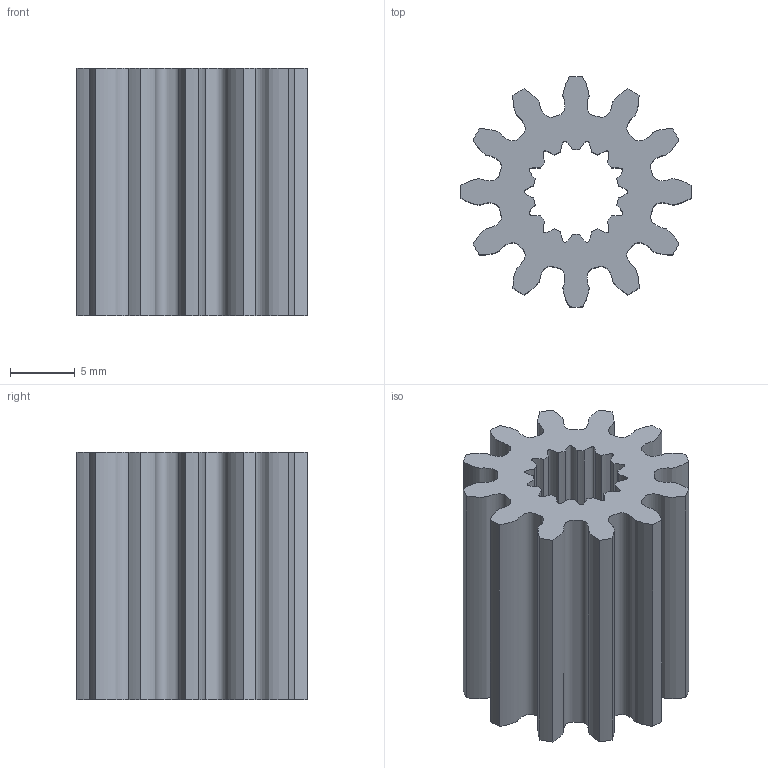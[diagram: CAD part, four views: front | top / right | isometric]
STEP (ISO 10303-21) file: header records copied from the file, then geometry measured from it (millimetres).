
FILE_DESCRIPTION (( 'STEP AP203' ), '1' );
FILE_NAME ('217-6919-001 Rev2.STEP', '2019-08-22T15:24:19', ( '' ), ( '' ), 'SwSTEP 2.0', 'SolidWorks 2017', '' );
FILE_SCHEMA (( 'CONFIG_CONTROL_DESIGN' ));
Length unit declared in the file: millimetre
Products named in the file (1): 217-6919-001 Rev2
Bounding box: 17.78 x 17.78 x 19.05 mm (x, y, z)
Volume: 2335.2 mm3; surface area: 2746.3 mm2
Topology: 1 solids, 1 shells, 55 faces, 159 edges, 106 vertices
Faces by surface type: cylinder 27, bspline 26, plane 2
Entity records: 7520 total; most frequent: CARTESIAN_POINT 6115, ORIENTED_EDGE 318, DIRECTION 221, EDGE_CURVE 159, VERTEX_POINT 106, AXIS2_PLACEMENT_3D 84, EDGE_LOOP 57, FACE_OUTER_BOUND 55
